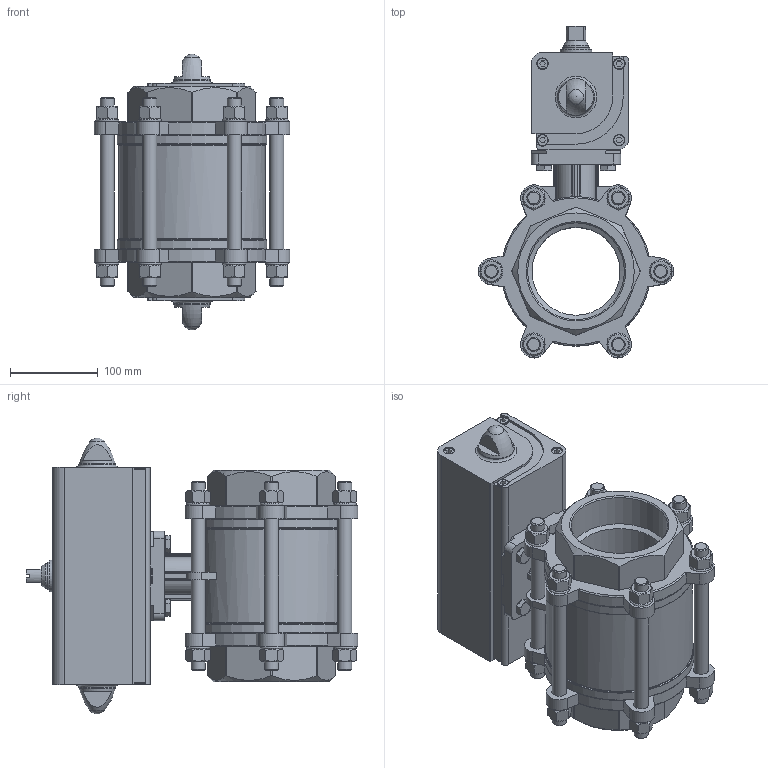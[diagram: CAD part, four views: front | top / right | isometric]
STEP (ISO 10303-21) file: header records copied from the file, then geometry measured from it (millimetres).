
FILE_DESCRIPTION(/* description */ ('STEP AP214'),/* implementation_level */ '2;1');
FILE_NAME(/* name */ '1809661_VZBA-4-GG-63-T-22-F10-V4V4T-PP240-R-90-C',/* time_stamp */ '2024-09-18T00:42:05+02:00',/* author */ ('License CC BY-ND 4.0'),/* organization */ ('CADENAS'),/* preprocessor_version */ 'ST-DEVELOPER v19.3',/* originating_system */ 'PARTsolutions',/* authorisation */ ' ');
FILE_SCHEMA (('AUTOMOTIVE_DESIGN {1 0 10303 214 3 1 1}'));
Length unit declared in the file: millimetre
Products named in the file (6): 1809661 VZBA-4"-GG-63-T-22-F10-V4V4T-PP240-R-90-C; 1686654 VZBA-4''-GG-63-T-22-F10-V4V4T; 690069 S 10 A2; Hexagon bolt DIN 933 - M10x25; 533422 DAPS-0240-090-R-F0710---(1); 533422 DAPS-0240-090-R-F0710---(2)
Assembly tree (10 placements, depth 2):
  1809661 VZBA-4"-GG-63-T-22-F10-V4V4T-PP240-R-90-C
    690069 S 10 A2  x4
    Hexagon bolt DIN 933 - M10x25  x4
    533422 DAPS-0240-090-R-F0710---(1)
    533422 DAPS-0240-090-R-F0710---(2)
  1686654 VZBA-4''-GG-63-T-22-F10-V4V4T
Bounding box: 222.4 x 377.43 x 313.6 mm (x, y, z)
Volume: 6409787.8 mm3; surface area: 551983.4 mm2
Topology: 11 solids, 11 shells, 758 faces, 1879 edges, 1207 vertices
Faces by surface type: plane 394, cylinder 189, cone 127, torus 46, sphere 2
Full cylindrical faces by diameter (mm): 4.134 x8, 4.917 x1, 6.647 x4, 8.376 x4, 8.566 x2, 10 x4, 10.5 x4, 11 x4, 13 x8, 14.63 x4, 16 x22, 17 x14, 28 x1, 29 x1, 31.3 x1, 36 x2, 44 x2, 100 x1, 110.072 x2, 167 x1, 170 x1
Entity records: 20156 total; most frequent: CARTESIAN_POINT 4736, DIRECTION 3068, ORIENTED_EDGE 2914, EDGE_CURVE 1457, AXIS2_PLACEMENT_3D 1165, VERTEX_POINT 1067, FACE_BOUND 1002, EDGE_LOOP 983
